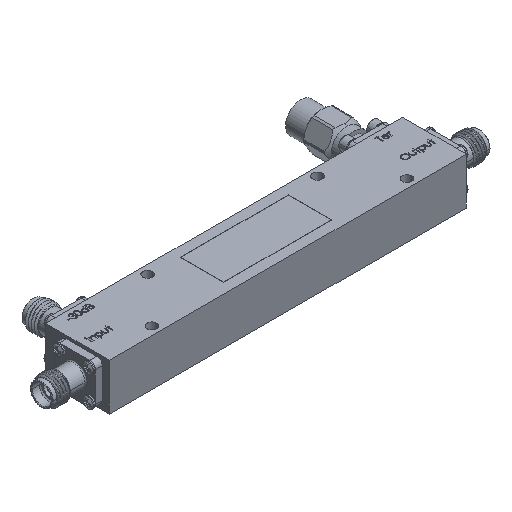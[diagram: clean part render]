
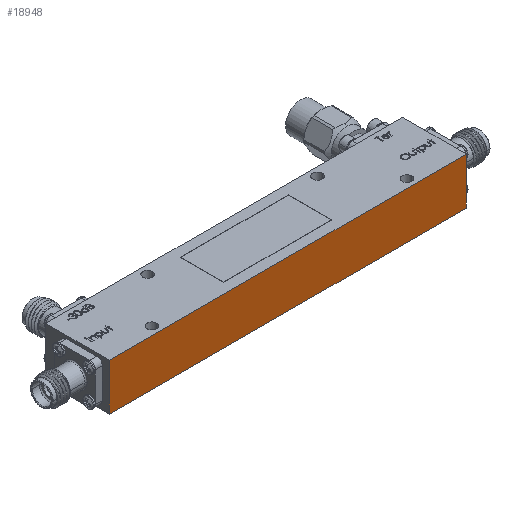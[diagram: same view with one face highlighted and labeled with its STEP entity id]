
A CAD part, isometric view. The second image highlights one B-rep face of the part: STEP entity #18948.
In plain terms, the highlighted planar face has unit normal (0, -1, 0).
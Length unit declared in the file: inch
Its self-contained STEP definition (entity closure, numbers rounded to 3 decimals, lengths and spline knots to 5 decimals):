
#2410 = DIRECTION ( 'NONE',  ( 0., 0., -1. ) ) ;
#4508 = CARTESIAN_POINT ( 'NONE',  ( 1.65354, -0.29528, -0.21654 ) ) ;
#4966 = CARTESIAN_POINT ( 'NONE',  ( -1.65354, -0.29528, -0.21654 ) ) ;
#6142 = VECTOR ( 'NONE', #24393, 39.37008 ) ;
#6144 = CARTESIAN_POINT ( 'NONE',  ( 1.65354, -0.29528, 0.21654 ) ) ;
#7008 = FACE_OUTER_BOUND ( 'NONE', #41591, .T. ) ;
#7706 = DIRECTION ( 'NONE',  ( 0., 1., 0. ) ) ;
#9524 = VERTEX_POINT ( 'NONE', #4508 ) ;
#9602 = ORIENTED_EDGE ( 'NONE', *, *, #36913, .T. ) ;
#10259 = LINE ( 'NONE', #20353, #29300 ) ;
#10445 = LINE ( 'NONE', #6144, #6142 ) ;
#10857 = CARTESIAN_POINT ( 'NONE',  ( -1.65354, -0.29528, 0.21654 ) ) ;
#12300 = AXIS2_PLACEMENT_3D ( 'NONE', #10857, #7706, #44214 ) ;
#13440 = VERTEX_POINT ( 'NONE', #39381 ) ;
#14534 = VERTEX_POINT ( 'NONE', #36977 ) ;
#15631 = VECTOR ( 'NONE', #2410, 39.37008 ) ;
#18948 = ADVANCED_FACE ( 'NONE', ( #7008 ), #43750, .F. ) ;
#20353 = CARTESIAN_POINT ( 'NONE',  ( -1.65354, -0.29528, 0.21654 ) ) ;
#22600 = DIRECTION ( 'NONE',  ( 1., 0., 0. ) ) ;
#23829 = ORIENTED_EDGE ( 'NONE', *, *, #28208, .T. ) ;
#24393 = DIRECTION ( 'NONE',  ( 0., 0., -1. ) ) ;
#24807 = EDGE_CURVE ( 'NONE', #13440, #14534, #10259, .T. ) ;
#24824 = ORIENTED_EDGE ( 'NONE', *, *, #24807, .F. ) ;
#24897 = DIRECTION ( 'NONE',  ( 1., 0., 0. ) ) ;
#25735 = CARTESIAN_POINT ( 'NONE',  ( -1.65354, -0.29528, -0.21654 ) ) ;
#27500 = ORIENTED_EDGE ( 'NONE', *, *, #41667, .F. ) ;
#28208 = EDGE_CURVE ( 'NONE', #13440, #47482, #35336, .T. ) ;
#29300 = VECTOR ( 'NONE', #24897, 39.37008 ) ;
#35336 = LINE ( 'NONE', #38718, #15631 ) ;
#36913 = EDGE_CURVE ( 'NONE', #47482, #9524, #43762, .T. ) ;
#36977 = CARTESIAN_POINT ( 'NONE',  ( 1.65354, -0.29528, 0.21654 ) ) ;
#38009 = VECTOR ( 'NONE', #22600, 39.37008 ) ;
#38718 = CARTESIAN_POINT ( 'NONE',  ( -1.65354, -0.29528, 0.21654 ) ) ;
#39381 = CARTESIAN_POINT ( 'NONE',  ( -1.65354, -0.29528, 0.21654 ) ) ;
#41591 = EDGE_LOOP ( 'NONE', ( #9602, #27500, #24824, #23829 ) ) ;
#41667 = EDGE_CURVE ( 'NONE', #14534, #9524, #10445, .T. ) ;
#43750 = PLANE ( 'NONE',  #12300 ) ;
#43762 = LINE ( 'NONE', #25735, #38009 ) ;
#44214 = DIRECTION ( 'NONE',  ( 1., 0., 0. ) ) ;
#47482 = VERTEX_POINT ( 'NONE', #4966 ) ;
